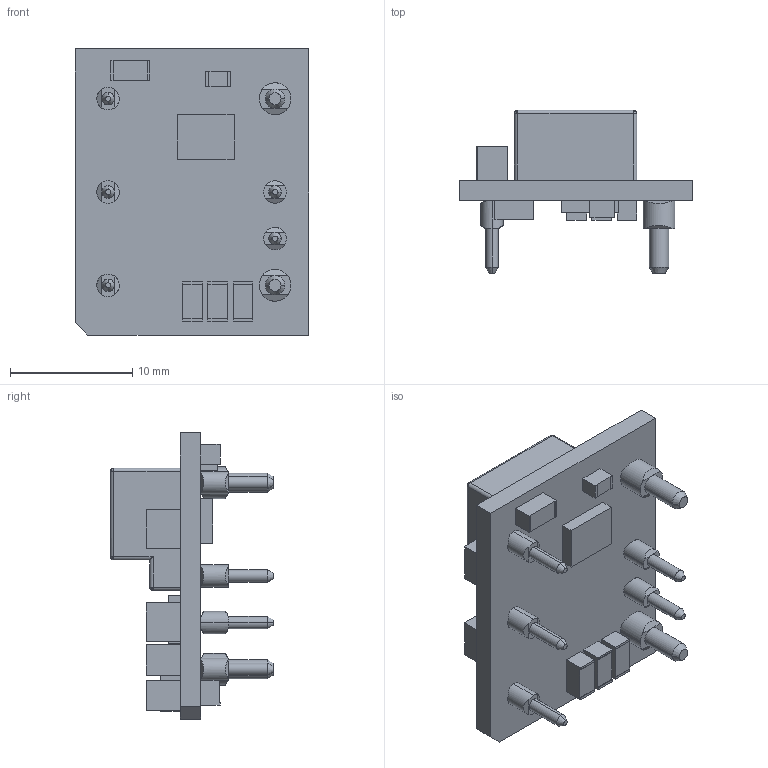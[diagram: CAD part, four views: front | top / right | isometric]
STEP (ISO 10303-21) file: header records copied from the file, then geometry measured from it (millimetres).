
FILE_DESCRIPTION (( 'STEP AP214' ), '1' );
FILE_NAME ('I3A4W005A150V-001-R.STEP', '2021-08-26T08:07:02', ( '' ), ( '' ), 'SwSTEP 2.0', 'SolidWorks 2020', '' );
FILE_SCHEMA (( 'AUTOMOTIVE_DESIGN' ));
Length unit declared in the file: millimetre
Products named in the file (1): I3A4W005A150V-001-R
Bounding box: 19.05 x 13.34 x 23.37 mm (x, y, z)
Volume: 1491.1 mm3; surface area: 2169.5 mm2
Topology: 23 solids, 30 shells, 422 faces, 1016 edges, 642 vertices
Faces by surface type: plane 327, cylinder 55, cone 28, bspline 12
Entity records: 12604 total; most frequent: CARTESIAN_POINT 2733, ORIENTED_EDGE 2008, DIRECTION 1914, EDGE_CURVE 1004, VECTOR 716, LINE 716, VERTEX_POINT 642, AXIS2_PLACEMENT_3D 599
